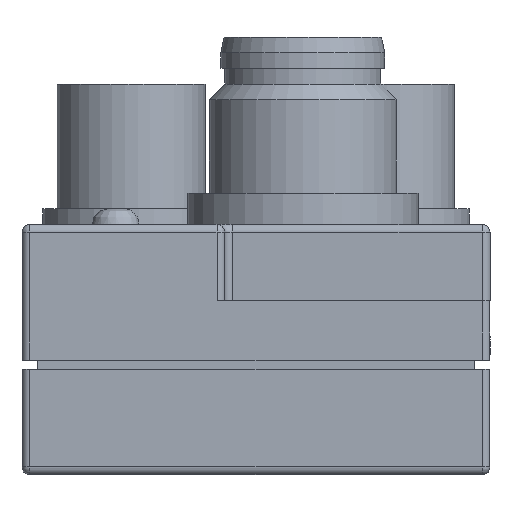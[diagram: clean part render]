
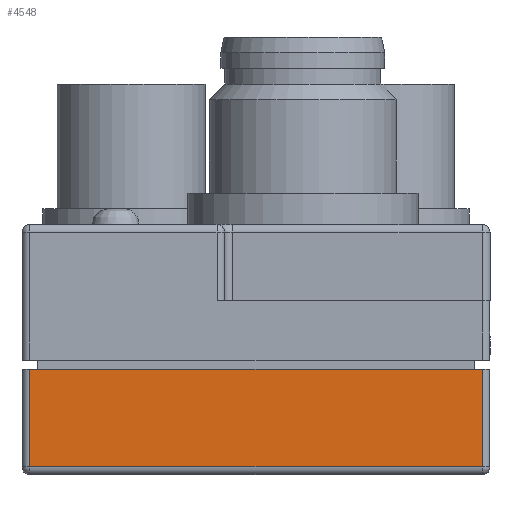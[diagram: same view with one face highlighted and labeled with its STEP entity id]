
A CAD part, front view. The second image highlights one B-rep face of the part: STEP entity #4548.
In plain terms, the highlighted planar face has unit normal (0, -1, 0).
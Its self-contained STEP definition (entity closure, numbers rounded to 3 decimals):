
#4273=CARTESIAN_POINT('',(29.5,0.0,-6.85));
#4274=VERTEX_POINT('',#4273);
#4317=CARTESIAN_POINT('',(0.5,0.0,-6.85));
#4318=VERTEX_POINT('',#4317);
#4342=CARTESIAN_POINT('',(29.5,0.0,-6.85));
#4343=DIRECTION('',(-1.0,0.0,0.0));
#4344=VECTOR('',#4343,29.0);
#4345=LINE('',#4342,#4344);
#4346=EDGE_CURVE('',#4274,#4318,#4345,.T.);
#4363=CARTESIAN_POINT('',(0.5,0.0,-0.6));
#4364=VERTEX_POINT('',#4363);
#4381=CARTESIAN_POINT('',(0.5,0.0,-6.85));
#4382=DIRECTION('',(0.0,0.0,1.0));
#4383=VECTOR('',#4382,6.25);
#4384=LINE('',#4381,#4383);
#4385=EDGE_CURVE('',#4318,#4364,#4384,.T.);
#4419=CARTESIAN_POINT('',(29.5,0.0,-0.6));
#4420=VERTEX_POINT('',#4419);
#4428=CARTESIAN_POINT('',(29.5,0.0,-0.6));
#4429=DIRECTION('',(0.0,0.0,-1.0));
#4430=VECTOR('',#4429,6.25);
#4431=LINE('',#4428,#4430);
#4432=EDGE_CURVE('',#4420,#4274,#4431,.T.);
#4532=CARTESIAN_POINT('',(0.0,0.0,-0.6));
#4533=DIRECTION('',(0.0,-1.0,0.0));
#4534=DIRECTION('',(0.0,0.0,-1.0));
#4535=AXIS2_PLACEMENT_3D('',#4532,#4533,#4534);
#4536=PLANE('',#4535);
#4537=ORIENTED_EDGE('',*,*,#4385,.F.);
#4538=ORIENTED_EDGE('',*,*,#4346,.F.);
#4539=ORIENTED_EDGE('',*,*,#4432,.F.);
#4540=CARTESIAN_POINT('',(29.5,0.0,-0.6));
#4541=DIRECTION('',(-1.0,0.0,0.0));
#4542=VECTOR('',#4541,29.);
#4543=LINE('',#4540,#4542);
#4544=EDGE_CURVE('',#4420,#4364,#4543,.T.);
#4545=ORIENTED_EDGE('',*,*,#4544,.T.);
#4546=EDGE_LOOP('',(#4537,#4538,#4539,#4545));
#4547=FACE_OUTER_BOUND('',#4546,.T.);
#4548=ADVANCED_FACE('',(#4547),#4536,.T.);
